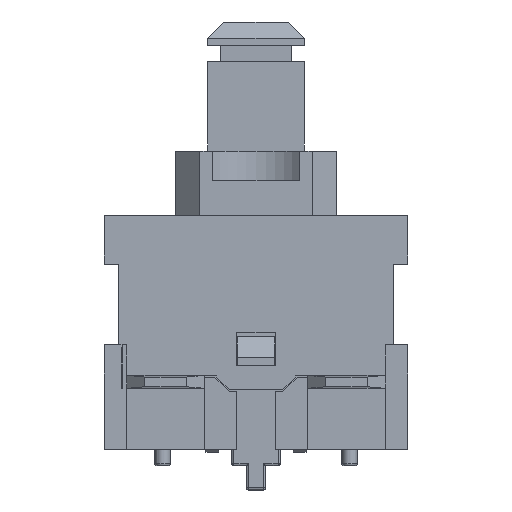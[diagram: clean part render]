
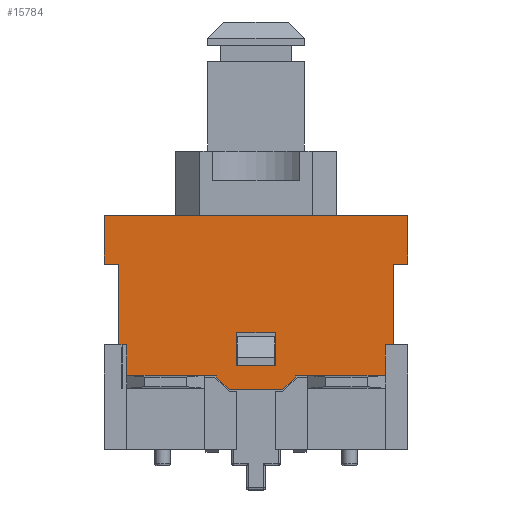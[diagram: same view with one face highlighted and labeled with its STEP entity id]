
A CAD part, left-side view. The second image highlights one B-rep face of the part: STEP entity #15784.
In plain terms, the highlighted planar face has unit normal (-1, 0, 0).
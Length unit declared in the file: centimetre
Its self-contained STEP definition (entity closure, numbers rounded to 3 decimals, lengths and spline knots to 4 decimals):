
#187=FACE_BOUND('',#2043,.T.);
#1171=FACE_OUTER_BOUND('',#2042,.T.);
#2042=EDGE_LOOP('',(#12543,#12544,#12545,#12546,#12547,#12548,#12549,#12550,
#12551,#12552,#12553,#12554,#12555,#12556,#12557,#12558,#12559,#12560,#12561,
#12562,#12563));
#2043=EDGE_LOOP('',(#12564,#12565,#12566,#12567,#12568,#12569));
#2710=LINE('',#21409,#4607);
#2716=LINE('',#21421,#4613);
#2724=LINE('',#21439,#4621);
#2730=LINE('',#21456,#4627);
#2775=LINE('',#21557,#4672);
#2784=LINE('',#21575,#4681);
#3400=LINE('',#25618,#5297);
#3407=LINE('',#25634,#5304);
#3412=LINE('',#25642,#5309);
#3416=LINE('',#25652,#5313);
#3419=LINE('',#25657,#5316);
#3425=LINE('',#25666,#5322);
#3427=LINE('',#25671,#5324);
#3429=LINE('',#25675,#5326);
#3433=LINE('',#25683,#5330);
#3436=LINE('',#25689,#5333);
#3441=LINE('',#25698,#5338);
#3444=LINE('',#25703,#5341);
#3454=LINE('',#25722,#5351);
#3455=LINE('',#25725,#5352);
#3456=LINE('',#25727,#5353);
#3457=LINE('',#25728,#5354);
#3458=LINE('',#25730,#5355);
#3459=LINE('',#25732,#5356);
#3460=LINE('',#25734,#5357);
#3461=LINE('',#25735,#5358);
#3462=LINE('',#25736,#5359);
#4607=VECTOR('',#17630,1.);
#4613=VECTOR('',#17638,1.);
#4621=VECTOR('',#17650,1.);
#4627=VECTOR('',#17662,1.);
#4672=VECTOR('',#17735,1.);
#4681=VECTOR('',#17750,1.);
#5297=VECTOR('',#18778,1.);
#5304=VECTOR('',#18791,1.);
#5309=VECTOR('',#18800,1.);
#5313=VECTOR('',#18810,1.);
#5316=VECTOR('',#18815,1.);
#5322=VECTOR('',#18825,1.);
#5324=VECTOR('',#18829,1.);
#5326=VECTOR('',#18833,1.);
#5330=VECTOR('',#18841,1.);
#5333=VECTOR('',#18846,1.);
#5338=VECTOR('',#18855,1.);
#5341=VECTOR('',#18862,1.);
#5351=VECTOR('',#18878,1.);
#5352=VECTOR('',#18881,1.);
#5353=VECTOR('',#18882,1.);
#5354=VECTOR('',#18883,1.);
#5355=VECTOR('',#18884,1.);
#5356=VECTOR('',#18885,1.);
#5357=VECTOR('',#18886,1.);
#5358=VECTOR('',#18887,1.);
#5359=VECTOR('',#18888,1.);
#6442=VERTEX_POINT('',#21406);
#6443=VERTEX_POINT('',#21408);
#6445=VERTEX_POINT('',#21414);
#6448=VERTEX_POINT('',#21419);
#6453=VERTEX_POINT('',#21432);
#6456=VERTEX_POINT('',#21437);
#6463=VERTEX_POINT('',#21453);
#6464=VERTEX_POINT('',#21455);
#6506=VERTEX_POINT('',#21556);
#6512=VERTEX_POINT('',#21574);
#7089=VERTEX_POINT('',#25614);
#7090=VERTEX_POINT('',#25616);
#7095=VERTEX_POINT('',#25631);
#7096=VERTEX_POINT('',#25633);
#7099=VERTEX_POINT('',#25650);
#7100=VERTEX_POINT('',#25651);
#7101=VERTEX_POINT('',#25656);
#7103=VERTEX_POINT('',#25668);
#7104=VERTEX_POINT('',#25670);
#7105=VERTEX_POINT('',#25674);
#7107=VERTEX_POINT('',#25682);
#7109=VERTEX_POINT('',#25688);
#7118=VERTEX_POINT('',#25724);
#7119=VERTEX_POINT('',#25726);
#7120=VERTEX_POINT('',#25729);
#7121=VERTEX_POINT('',#25731);
#7122=VERTEX_POINT('',#25733);
#8047=EDGE_CURVE('',#6443,#6442,#2710,.T.);
#8053=EDGE_CURVE('',#6445,#6448,#2716,.T.);
#8061=EDGE_CURVE('',#6453,#6456,#2724,.T.);
#8068=EDGE_CURVE('',#6464,#6463,#2730,.T.);
#8115=EDGE_CURVE('',#6506,#6464,#2775,.T.);
#8124=EDGE_CURVE('',#6456,#6512,#2784,.T.);
#8990=EDGE_CURVE('',#7089,#7090,#3400,.T.);
#8997=EDGE_CURVE('',#7096,#7095,#3407,.T.);
#9002=EDGE_CURVE('',#6448,#7096,#3412,.T.);
#9006=EDGE_CURVE('',#7099,#7100,#3416,.T.);
#9009=EDGE_CURVE('',#7101,#7099,#3419,.T.);
#9015=EDGE_CURVE('',#7095,#6443,#3425,.T.);
#9017=EDGE_CURVE('',#7104,#7103,#3427,.T.);
#9019=EDGE_CURVE('',#7105,#7104,#3429,.T.);
#9023=EDGE_CURVE('',#6512,#7107,#3433,.T.);
#9026=EDGE_CURVE('',#7109,#6506,#3436,.T.);
#9031=EDGE_CURVE('',#7105,#7090,#3441,.T.);
#9034=EDGE_CURVE('',#7107,#7109,#3444,.T.);
#9044=EDGE_CURVE('',#7100,#7089,#3454,.T.);
#9045=EDGE_CURVE('',#7118,#6463,#3455,.T.);
#9046=EDGE_CURVE('',#7119,#7118,#3456,.T.);
#9047=EDGE_CURVE('',#7119,#7101,#3457,.T.);
#9048=EDGE_CURVE('',#7120,#7103,#3458,.T.);
#9049=EDGE_CURVE('',#7121,#7120,#3459,.T.);
#9050=EDGE_CURVE('',#7121,#7122,#3460,.T.);
#9051=EDGE_CURVE('',#6453,#7122,#3461,.T.);
#9052=EDGE_CURVE('',#6442,#6445,#3462,.T.);
#12543=ORIENTED_EDGE('',*,*,#8068,.T.);
#12544=ORIENTED_EDGE('',*,*,#9045,.F.);
#12545=ORIENTED_EDGE('',*,*,#9046,.F.);
#12546=ORIENTED_EDGE('',*,*,#9047,.T.);
#12547=ORIENTED_EDGE('',*,*,#9009,.T.);
#12548=ORIENTED_EDGE('',*,*,#9006,.T.);
#12549=ORIENTED_EDGE('',*,*,#9044,.T.);
#12550=ORIENTED_EDGE('',*,*,#8990,.T.);
#12551=ORIENTED_EDGE('',*,*,#9031,.F.);
#12552=ORIENTED_EDGE('',*,*,#9019,.T.);
#12553=ORIENTED_EDGE('',*,*,#9017,.T.);
#12554=ORIENTED_EDGE('',*,*,#9048,.F.);
#12555=ORIENTED_EDGE('',*,*,#9049,.F.);
#12556=ORIENTED_EDGE('',*,*,#9050,.T.);
#12557=ORIENTED_EDGE('',*,*,#9051,.F.);
#12558=ORIENTED_EDGE('',*,*,#8061,.T.);
#12559=ORIENTED_EDGE('',*,*,#8124,.T.);
#12560=ORIENTED_EDGE('',*,*,#9023,.T.);
#12561=ORIENTED_EDGE('',*,*,#9034,.T.);
#12562=ORIENTED_EDGE('',*,*,#9026,.T.);
#12563=ORIENTED_EDGE('',*,*,#8115,.T.);
#12564=ORIENTED_EDGE('',*,*,#9002,.T.);
#12565=ORIENTED_EDGE('',*,*,#8997,.T.);
#12566=ORIENTED_EDGE('',*,*,#9015,.T.);
#12567=ORIENTED_EDGE('',*,*,#8047,.T.);
#12568=ORIENTED_EDGE('',*,*,#9052,.T.);
#12569=ORIENTED_EDGE('',*,*,#8053,.T.);
#15024=PLANE('',#16568);
#15784=ADVANCED_FACE('',(#1171,#187),#15024,.T.);
#16568=AXIS2_PLACEMENT_3D('',#25723,#18879,#18880);
#17630=DIRECTION('',(0.,1.,0.));
#17638=DIRECTION('',(0.,1.,0.));
#17650=DIRECTION('',(0.,-1.,0.));
#17662=DIRECTION('',(0.,-1.,0.));
#17735=DIRECTION('',(0.,0.,1.));
#17750=DIRECTION('',(0.,0.,-1.));
#18778=DIRECTION('',(0.,1.,0.));
#18791=DIRECTION('',(0.,-1.,0.));
#18800=DIRECTION('',(0.,0.,1.));
#18810=DIRECTION('',(0.,-1.,0.));
#18815=DIRECTION('',(0.,0.,1.));
#18825=DIRECTION('',(0.,0.,-1.));
#18829=DIRECTION('',(0.,0.,-1.));
#18833=DIRECTION('',(0.,-1.,0.));
#18841=DIRECTION('',(0.,-0.707,-0.707));
#18846=DIRECTION('',(0.,-0.707,0.707));
#18855=DIRECTION('',(0.,0.,1.));
#18862=DIRECTION('',(0.,-1.,0.));
#18878=DIRECTION('',(0.,0.,1.));
#18879=DIRECTION('center_axis',(-1.,0.,0.));
#18880=DIRECTION('ref_axis',(0.,0.,-1.));
#18881=DIRECTION('',(0.,1.,0.));
#18882=DIRECTION('',(0.,0.,-1.));
#18883=DIRECTION('',(0.,-1.,0.));
#18884=DIRECTION('',(0.,1.,0.));
#18885=DIRECTION('',(0.,1.,0.));
#18886=DIRECTION('',(0.,0.,-1.));
#18887=DIRECTION('',(0.,1.,0.));
#18888=DIRECTION('',(0.,1.,0.));
#21406=CARTESIAN_POINT('',(-0.64,-0.115,0.52));
#21408=CARTESIAN_POINT('',(-0.64,-0.12,0.52));
#21409=CARTESIAN_POINT('',(-0.64,-0.41,0.52));
#21414=CARTESIAN_POINT('',(-0.64,0.115,0.52));
#21419=CARTESIAN_POINT('',(-0.64,0.12,0.52));
#21421=CARTESIAN_POINT('',(-0.64,-0.41,0.52));
#21432=CARTESIAN_POINT('',(-0.64,0.32,0.46));
#21437=CARTESIAN_POINT('',(-0.64,0.245,0.46));
#21439=CARTESIAN_POINT('',(-0.64,-0.3475,0.46));
#21453=CARTESIAN_POINT('',(-0.64,-0.32,0.46));
#21455=CARTESIAN_POINT('',(-0.64,-0.245,0.46));
#21456=CARTESIAN_POINT('',(-0.64,-0.87,0.46));
#21556=CARTESIAN_POINT('',(-0.64,-0.245,0.45));
#21557=CARTESIAN_POINT('',(-0.64,-0.245,0.455));
#21574=CARTESIAN_POINT('',(-0.64,0.245,0.45));
#21575=CARTESIAN_POINT('',(-0.64,0.245,0.45));
#25614=CARTESIAN_POINT('',(-0.64,-0.94,1.45));
#25616=CARTESIAN_POINT('',(-0.64,0.94,1.45));
#25618=CARTESIAN_POINT('',(-0.64,0.94,1.45));
#25631=CARTESIAN_POINT('',(-0.64,-0.12,0.725));
#25633=CARTESIAN_POINT('',(-0.64,0.12,0.725));
#25634=CARTESIAN_POINT('',(-0.64,-0.53,0.725));
#25642=CARTESIAN_POINT('',(-0.64,0.12,0.5875));
#25650=CARTESIAN_POINT('',(-0.64,-0.85,1.15));
#25651=CARTESIAN_POINT('',(-0.64,-0.94,1.15));
#25652=CARTESIAN_POINT('',(-0.64,-0.94,1.15));
#25656=CARTESIAN_POINT('',(-0.64,-0.85,0.65));
#25657=CARTESIAN_POINT('',(-0.64,-0.85,0.8));
#25666=CARTESIAN_POINT('',(-0.64,-0.12,0.485));
#25668=CARTESIAN_POINT('',(-0.64,0.85,0.65));
#25670=CARTESIAN_POINT('',(-0.64,0.85,1.15));
#25671=CARTESIAN_POINT('',(-0.64,0.85,0.55));
#25674=CARTESIAN_POINT('',(-0.64,0.94,1.15));
#25675=CARTESIAN_POINT('',(-0.64,-0.045,1.15));
#25682=CARTESIAN_POINT('',(-0.64,0.165,0.37));
#25683=CARTESIAN_POINT('',(-0.64,-0.0913,0.1138));
#25688=CARTESIAN_POINT('',(-0.64,-0.165,0.37));
#25689=CARTESIAN_POINT('',(-0.64,-0.4188,0.6238));
#25698=CARTESIAN_POINT('',(-0.64,0.94,0.45));
#25703=CARTESIAN_POINT('',(-0.64,-0.245,0.37));
#25722=CARTESIAN_POINT('',(-0.64,-0.94,0.45));
#25723=CARTESIAN_POINT('Origin',(-0.64,-0.94,0.45));
#25724=CARTESIAN_POINT('',(-0.64,-0.8,0.46));
#25725=CARTESIAN_POINT('',(-0.64,-0.75,0.46));
#25726=CARTESIAN_POINT('',(-0.64,-0.8,0.65));
#25727=CARTESIAN_POINT('',(-0.64,-0.8,0.65));
#25728=CARTESIAN_POINT('',(-0.64,-0.8,0.65));
#25729=CARTESIAN_POINT('',(-0.64,0.83,0.65));
#25730=CARTESIAN_POINT('',(-0.64,-0.94,0.65));
#25731=CARTESIAN_POINT('',(-0.64,0.8,0.65));
#25732=CARTESIAN_POINT('',(-0.64,0.8,0.65));
#25733=CARTESIAN_POINT('',(-0.64,0.8,0.46));
#25734=CARTESIAN_POINT('',(-0.64,0.8,0.65));
#25735=CARTESIAN_POINT('',(-0.64,-0.19,0.46));
#25736=CARTESIAN_POINT('',(-0.64,0.,0.52));
